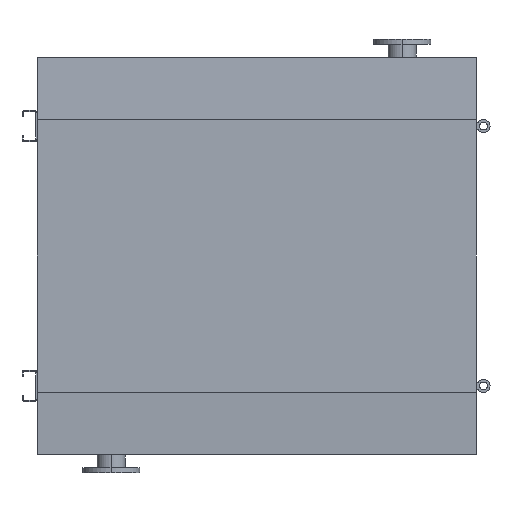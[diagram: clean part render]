
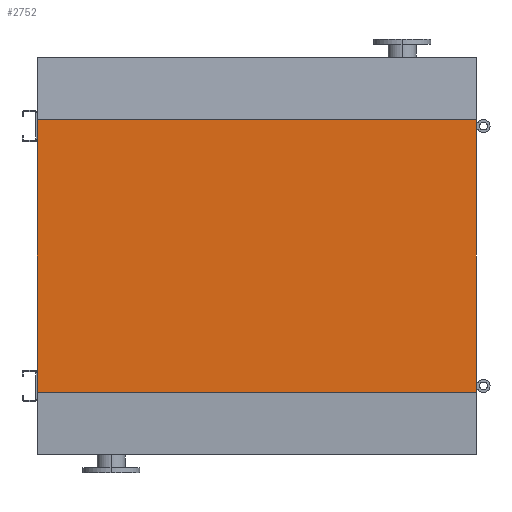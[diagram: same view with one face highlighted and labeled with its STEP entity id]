
A CAD part, front view. The second image highlights one B-rep face of the part: STEP entity #2752.
In plain terms, the highlighted planar face has unit normal (0, -1, 0).
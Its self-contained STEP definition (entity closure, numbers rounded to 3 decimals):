
#58 = EDGE_LOOP ( 'NONE', ( #2434, #4861, #2978, #614 ) ) ;
#614 = ORIENTED_EDGE ( 'NONE', *, *, #1186, .T. ) ;
#1186 = EDGE_CURVE ( 'NONE', #1449, #7146, #1939, .T. ) ;
#1308 = CARTESIAN_POINT ( 'NONE',  ( -845., 0., -1050. ) ) ;
#1343 = LINE ( 'NONE', #2508, #3978 ) ;
#1449 = VERTEX_POINT ( 'NONE', #7170 ) ;
#1544 = VECTOR ( 'NONE', #2734, 1000. ) ;
#1624 = CARTESIAN_POINT ( 'NONE',  ( 845., 0., 0. ) ) ;
#1640 = AXIS2_PLACEMENT_3D ( 'NONE', #2100, #5346, #2035 ) ;
#1641 = EDGE_CURVE ( 'NONE', #3777, #7146, #1343, .T. ) ;
#1939 = LINE ( 'NONE', #4088, #7098 ) ;
#1964 = LINE ( 'NONE', #1308, #2940 ) ;
#2035 = DIRECTION ( 'NONE',  ( 0., 0., -1. ) ) ;
#2100 = CARTESIAN_POINT ( 'NONE',  ( -845., 0., -1050. ) ) ;
#2434 = ORIENTED_EDGE ( 'NONE', *, *, #1641, .F. ) ;
#2508 = CARTESIAN_POINT ( 'NONE',  ( -845., 0., 0. ) ) ;
#2734 = DIRECTION ( 'NONE',  ( 0., 0., 1. ) ) ;
#2752 = ADVANCED_FACE ( 'NONE', ( #5868 ), #6446, .T. ) ;
#2940 = VECTOR ( 'NONE', #4807, 1000. ) ;
#2978 = ORIENTED_EDGE ( 'NONE', *, *, #4519, .T. ) ;
#3433 = CARTESIAN_POINT ( 'NONE',  ( -845., 0., 0. ) ) ;
#3571 = DIRECTION ( 'NONE',  ( 1., 0., 0. ) ) ;
#3777 = VERTEX_POINT ( 'NONE', #3433 ) ;
#3978 = VECTOR ( 'NONE', #3571, 1000. ) ;
#4088 = CARTESIAN_POINT ( 'NONE',  ( 845., 0., -1050. ) ) ;
#4258 = EDGE_CURVE ( 'NONE', #4298, #3777, #5994, .T. ) ;
#4298 = VERTEX_POINT ( 'NONE', #5617 ) ;
#4519 = EDGE_CURVE ( 'NONE', #4298, #1449, #1964, .T. ) ;
#4807 = DIRECTION ( 'NONE',  ( 1., 0., 0. ) ) ;
#4861 = ORIENTED_EDGE ( 'NONE', *, *, #4258, .F. ) ;
#4921 = CARTESIAN_POINT ( 'NONE',  ( -845., 0., -1050. ) ) ;
#5346 = DIRECTION ( 'NONE',  ( 0., -1., 0. ) ) ;
#5617 = CARTESIAN_POINT ( 'NONE',  ( -845., 0., -1050. ) ) ;
#5868 = FACE_OUTER_BOUND ( 'NONE', #58, .T. ) ;
#5994 = LINE ( 'NONE', #4921, #1544 ) ;
#6310 = DIRECTION ( 'NONE',  ( 0., 0., 1. ) ) ;
#6446 = PLANE ( 'NONE',  #1640 ) ;
#7098 = VECTOR ( 'NONE', #6310, 1000. ) ;
#7146 = VERTEX_POINT ( 'NONE', #1624 ) ;
#7170 = CARTESIAN_POINT ( 'NONE',  ( 845., 0., -1050. ) ) ;
